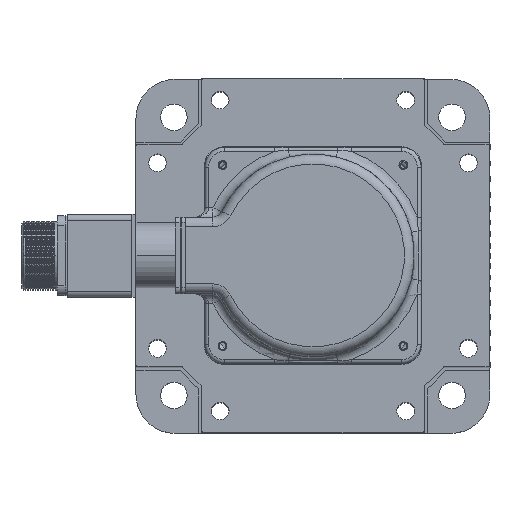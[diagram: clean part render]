
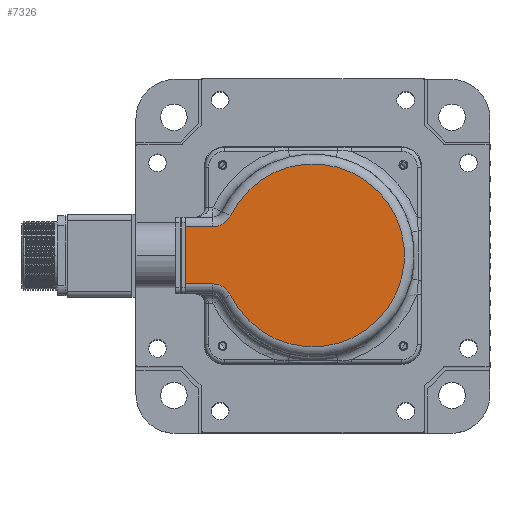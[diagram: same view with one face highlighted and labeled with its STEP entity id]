
A CAD part, top view. The second image highlights one B-rep face of the part: STEP entity #7326.
In plain terms, the highlighted planar face has unit normal (0, 0, 1).
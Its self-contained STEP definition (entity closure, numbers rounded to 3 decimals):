
#212 = AXIS2_PLACEMENT_3D ( 'NONE', #5577, #26946, #15522 ) ;
#783 = EDGE_CURVE ( 'NONE', #918, #26241, #22852, .T. ) ;
#918 = VERTEX_POINT ( 'NONE', #12208 ) ;
#1257 = CIRCLE ( 'NONE', #21540, 46.5 ) ;
#1412 = VERTEX_POINT ( 'NONE', #12590 ) ;
#2140 = EDGE_CURVE ( 'NONE', #918, #16999, #27441, .T. ) ;
#2835 = PLANE ( 'NONE',  #212 ) ;
#3141 = CARTESIAN_POINT ( 'NONE',  ( 0., 0., 388. ) ) ;
#4768 = VECTOR ( 'NONE', #21168, 1000. ) ;
#5098 = ORIENTED_EDGE ( 'NONE', *, *, #783, .T. ) ;
#5161 = CARTESIAN_POINT ( 'NONE',  ( -50.912, -14.5, 388. ) ) ;
#5429 = EDGE_LOOP ( 'NONE', ( #16797, #23027, #19472, #5098, #7019, #24547 ) ) ;
#5577 = CARTESIAN_POINT ( 'NONE',  ( 0., 0., 388. ) ) ;
#5687 = CARTESIAN_POINT ( 'NONE',  ( -50.912, 24.5, 388. ) ) ;
#5738 = EDGE_CURVE ( 'NONE', #16862, #1412, #1257, .T. ) ;
#5802 = DIRECTION ( 'NONE',  ( 0., 0., 1. ) ) ;
#7019 = ORIENTED_EDGE ( 'NONE', *, *, #14097, .F. ) ;
#7326 = ADVANCED_FACE ( 'NONE', ( #8507 ), #2835, .T. ) ;
#7549 = EDGE_CURVE ( 'NONE', #8497, #16999, #11108, .T. ) ;
#8165 = CARTESIAN_POINT ( 'NONE',  ( -65., 0., 388. ) ) ;
#8497 = VERTEX_POINT ( 'NONE', #20653 ) ;
#8507 = FACE_OUTER_BOUND ( 'NONE', #5429, .T. ) ;
#9574 = CARTESIAN_POINT ( 'NONE',  ( 0., 14.5, 388. ) ) ;
#11108 = LINE ( 'NONE', #9574, #4768 ) ;
#11632 = DIRECTION ( 'NONE',  ( 1., 0., 0. ) ) ;
#11731 = CARTESIAN_POINT ( 'NONE',  ( -47.666, -14.5, 388. ) ) ;
#12208 = CARTESIAN_POINT ( 'NONE',  ( -65., -14.5, 388. ) ) ;
#12590 = CARTESIAN_POINT ( 'NONE',  ( -41.901, 20.164, 388. ) ) ;
#13259 = CIRCLE ( 'NONE', #19995, 10. ) ;
#13737 = CIRCLE ( 'NONE', #19633, 10. ) ;
#14097 = EDGE_CURVE ( 'NONE', #16862, #26241, #13259, .T. ) ;
#14200 = DIRECTION ( 'NONE',  ( -1., 0., 0. ) ) ;
#15132 = DIRECTION ( 'NONE',  ( 0., 0., 1. ) ) ;
#15522 = DIRECTION ( 'NONE',  ( -1., 0., 0. ) ) ;
#16797 = ORIENTED_EDGE ( 'NONE', *, *, #24199, .F. ) ;
#16862 = VERTEX_POINT ( 'NONE', #24474 ) ;
#16999 = VERTEX_POINT ( 'NONE', #27474 ) ;
#18595 = CARTESIAN_POINT ( 'NONE',  ( -50.912, -24.5, 388. ) ) ;
#19472 = ORIENTED_EDGE ( 'NONE', *, *, #2140, .F. ) ;
#19633 = AXIS2_PLACEMENT_3D ( 'NONE', #5687, #5802, #22521 ) ;
#19995 = AXIS2_PLACEMENT_3D ( 'NONE', #18595, #21309, #14200 ) ;
#20653 = CARTESIAN_POINT ( 'NONE',  ( -50.912, 14.5, 388. ) ) ;
#21168 = DIRECTION ( 'NONE',  ( -1., 0., 0. ) ) ;
#21309 = DIRECTION ( 'NONE',  ( 0., 0., 1. ) ) ;
#21540 = AXIS2_PLACEMENT_3D ( 'NONE', #3141, #15132, #24648 ) ;
#22521 = DIRECTION ( 'NONE',  ( -1., 0., 0. ) ) ;
#22852 = LINE ( 'NONE', #11731, #27302 ) ;
#23027 = ORIENTED_EDGE ( 'NONE', *, *, #7549, .T. ) ;
#24199 = EDGE_CURVE ( 'NONE', #8497, #1412, #13737, .T. ) ;
#24474 = CARTESIAN_POINT ( 'NONE',  ( -41.901, -20.164, 388. ) ) ;
#24547 = ORIENTED_EDGE ( 'NONE', *, *, #5738, .T. ) ;
#24648 = DIRECTION ( 'NONE',  ( -1., 0., 0. ) ) ;
#24878 = DIRECTION ( 'NONE',  ( 0., 1., 0. ) ) ;
#26241 = VERTEX_POINT ( 'NONE', #5161 ) ;
#26946 = DIRECTION ( 'NONE',  ( 0., 0., 1. ) ) ;
#27302 = VECTOR ( 'NONE', #11632, 1000. ) ;
#27441 = LINE ( 'NONE', #8165, #30038 ) ;
#27474 = CARTESIAN_POINT ( 'NONE',  ( -65., 14.5, 388. ) ) ;
#30038 = VECTOR ( 'NONE', #24878, 1000. ) ;
